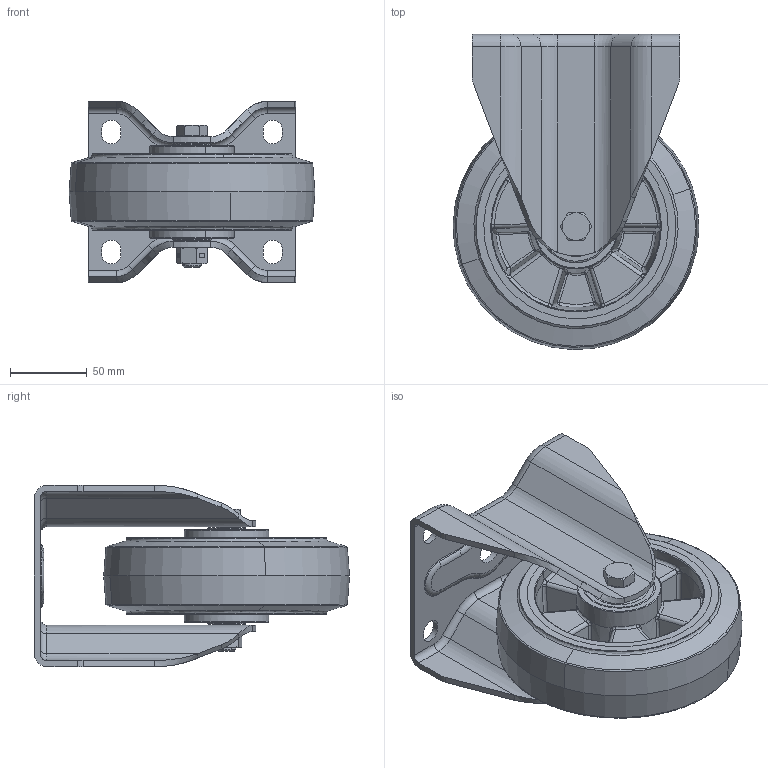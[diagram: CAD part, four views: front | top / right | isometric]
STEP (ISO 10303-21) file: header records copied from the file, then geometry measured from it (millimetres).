
FILE_DESCRIPTION (( 'STEP AP214' ), '1' );
FILE_NAME ('0047344_B-IHB-EGA-160-K_(A-01).step', '2019-06-24T09:02:22', ( 'Windows-Benutzer' ), ( '' ), 'SwSTEP 2.0', 'SolidWorks 2018', '' );
FILE_SCHEMA (( 'AUTOMOTIVE_DESIGN' ));
Length unit declared in the file: millimetre
Products named in the file (1): 0047344_B-IHB-EGA-160-K_(A-01)
Bounding box: 159.93 x 204.97 x 118 mm (x, y, z)
Volume: 802281.7 mm3; surface area: 263375.4 mm2
Topology: 14 solids, 14 shells, 755 faces, 1779 edges, 1022 vertices
Faces by surface type: bspline 254, cylinder 198, plane 152, cone 77, torus 74
Entity records: 36417 total; most frequent: CARTESIAN_POINT 12500, ORIENTED_EDGE 3466, DIRECTION 2931, EDGE_CURVE 1733, AXIS2_PLACEMENT_3D 1238, VERTEX_POINT 1022, EDGE_LOOP 809, UNCERTAINTY_MEASURE_WITH_UNIT 771
